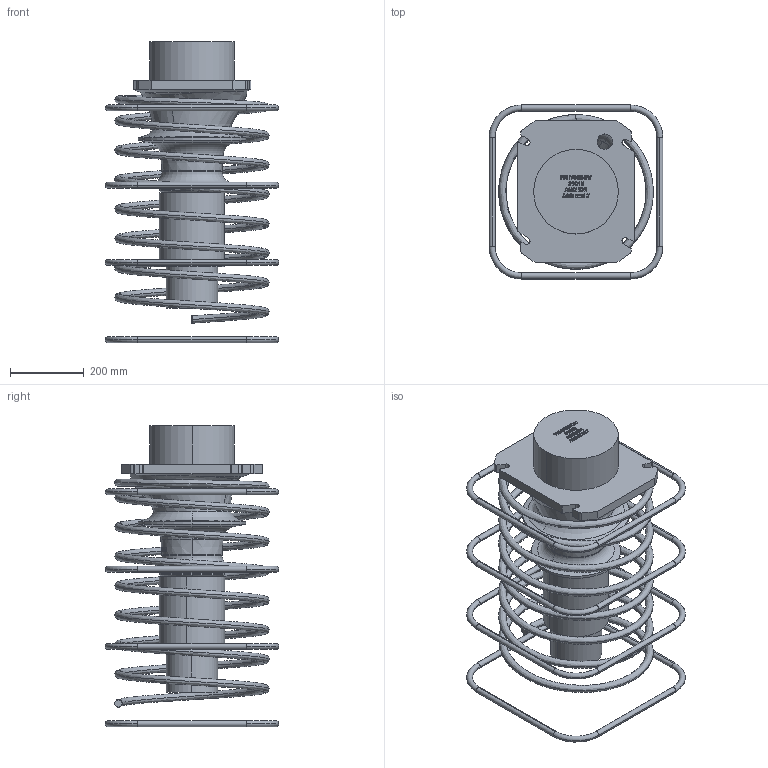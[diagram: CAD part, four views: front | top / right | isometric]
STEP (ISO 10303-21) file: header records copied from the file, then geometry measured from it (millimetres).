
FILE_DESCRIPTION (( 'STEP AP203' ), '1' );
FILE_NAME ('31c15 ANCHOR ASSEMBLY FOR CLIENTS.STEP', '2018-02-23T05:10:13', ( '' ), ( '' ), 'SwSTEP 2.0', 'SolidWorks 2016', '' );
FILE_SCHEMA (( 'CONFIG_CONTROL_DESIGN' ));
Length unit declared in the file: millimetre
Products named in the file (1): 31c15 ANCHOR ASSEMBLY FOR CLIENTS
Bounding box: 472 x 472 x 819 mm (x, y, z)
Volume: 29122702 mm3; surface area: 1754560.2 mm2
Topology: 6 solids, 7 shells, 798 faces, 2168 edges, 1425 vertices
Faces by surface type: bspline 458, plane 202, cylinder 60, torus 47, cone 31
Entity records: 74370 total; most frequent: CARTESIAN_POINT 57457, ORIENTED_EDGE 4336, EDGE_CURVE 2168, DIRECTION 2002, VERTEX_POINT 1425, B_SPLINE_CURVE_WITH_KNOTS 1080, LINE 856, VECTOR 856
